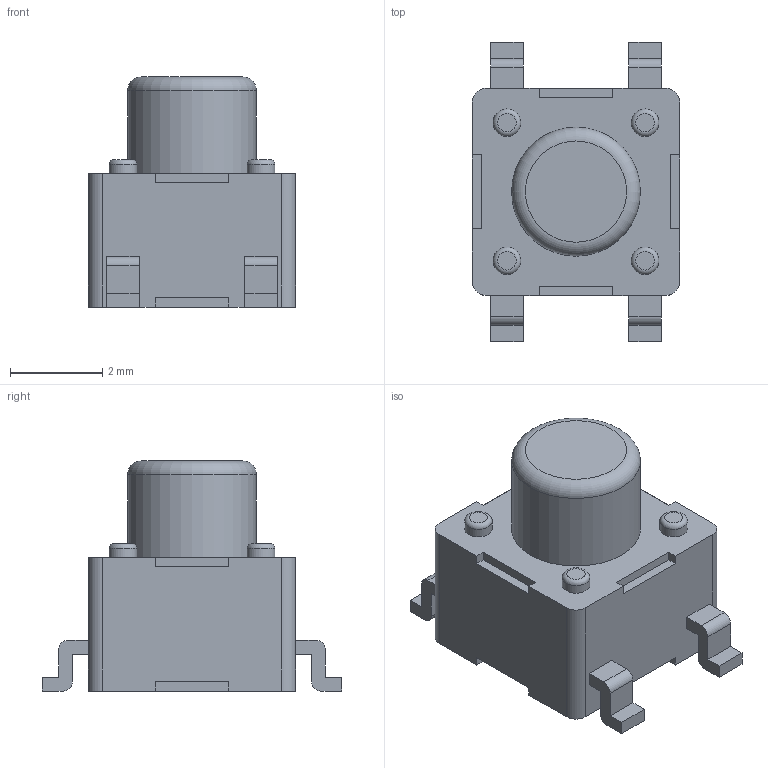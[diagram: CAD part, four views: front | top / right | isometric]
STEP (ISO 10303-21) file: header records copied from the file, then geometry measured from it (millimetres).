
FILE_DESCRIPTION(('FreeCAD Model'),'2;1');
FILE_NAME('PTS647-SN50.step','2020-10-23T20:51:40',('Author'),('') ,'Open CASCADE STEP processor 7.3','FreeCAD','Unknown');
FILE_SCHEMA(('AUTOMOTIVE_DESIGN { 1 0 10303 214 1 1 1 1 }'));
Length unit declared in the file: millimetre
Products named in the file (3): Fusion; Array_(Mirror_#1); Array
Bounding box: 4.5 x 6.5 x 5 mm (x, y, z)
Volume: 73.6 mm3; surface area: 136.7 mm2
Topology: 5 solids, 5 shells, 138 faces, 355 edges, 235 vertices
Faces by surface type: plane 110, cylinder 23, torus 5
Full cylindrical faces by diameter (mm): 0.6 x4, 2.8 x1
Entity records: 9537 total; most frequent: CARTESIAN_POINT 1589, DIRECTION 1374, LINE 963, VECTOR 963, ORIENTED_EDGE 710, PCURVE 710, DEFINITIONAL_REPRESENTATION 710, EDGE_CURVE 355
